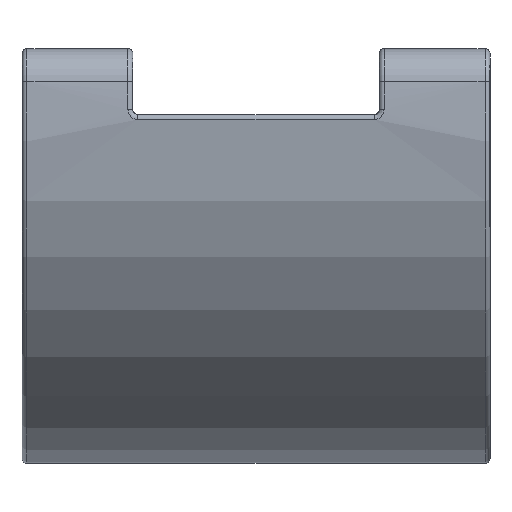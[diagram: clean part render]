
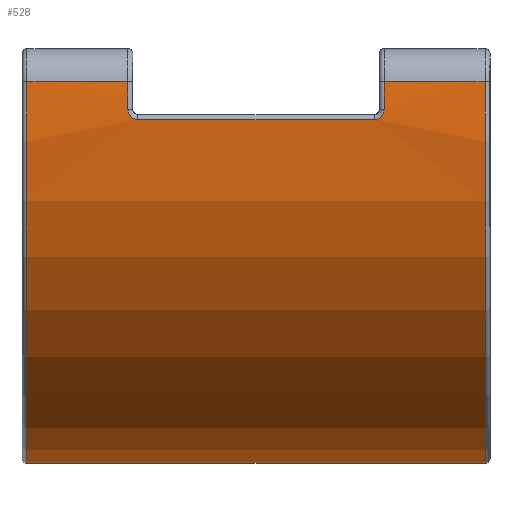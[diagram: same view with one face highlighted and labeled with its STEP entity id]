
A CAD part, left-side view. The second image highlights one B-rep face of the part: STEP entity #528.
In plain terms, the highlighted cylindrical face has radius 14 mm (diameter 28 mm), a partial arc.
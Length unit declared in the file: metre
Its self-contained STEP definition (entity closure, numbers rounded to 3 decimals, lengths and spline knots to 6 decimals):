
#63=CIRCLE('',#619,0.014);
#64=CIRCLE('',#620,0.014);
#65=CIRCLE('',#621,0.014);
#66=CIRCLE('',#622,0.014);
#99=LINE('',#980,#115);
#100=LINE('',#982,#116);
#101=LINE('',#990,#117);
#102=LINE('',#998,#118);
#115=VECTOR('',#774,1.);
#116=VECTOR('',#777,1.);
#117=VECTOR('',#780,1.);
#118=VECTOR('',#783,1.);
#191=ORIENTED_EDGE('',*,*,#341,.T.);
#192=ORIENTED_EDGE('',*,*,#342,.T.);
#193=ORIENTED_EDGE('',*,*,#343,.T.);
#194=ORIENTED_EDGE('',*,*,#344,.T.);
#195=ORIENTED_EDGE('',*,*,#345,.T.);
#196=ORIENTED_EDGE('',*,*,#346,.F.);
#197=ORIENTED_EDGE('',*,*,#347,.T.);
#198=ORIENTED_EDGE('',*,*,#348,.F.);
#199=ORIENTED_EDGE('',*,*,#349,.T.);
#200=ORIENTED_EDGE('',*,*,#350,.T.);
#341=EDGE_CURVE('',#395,#380,#63,.T.);
#342=EDGE_CURVE('',#380,#375,#99,.F.);
#343=EDGE_CURVE('',#375,#384,#64,.F.);
#344=EDGE_CURVE('',#384,#387,#100,.T.);
#345=EDGE_CURVE('',#387,#405,#65,.F.);
#346=EDGE_CURVE('',#406,#405,#417,.T.);
#347=EDGE_CURVE('',#406,#407,#101,.T.);
#348=EDGE_CURVE('',#408,#407,#418,.T.);
#349=EDGE_CURVE('',#408,#392,#66,.T.);
#350=EDGE_CURVE('',#392,#395,#102,.T.);
#375=VERTEX_POINT('',#886);
#380=VERTEX_POINT('',#897);
#384=VERTEX_POINT('',#906);
#387=VERTEX_POINT('',#913);
#392=VERTEX_POINT('',#924);
#395=VERTEX_POINT('',#931);
#405=VERTEX_POINT('',#984);
#406=VERTEX_POINT('',#989);
#407=VERTEX_POINT('',#991);
#408=VERTEX_POINT('',#996);
#417=B_SPLINE_CURVE_WITH_KNOTS('',3,(#985,#986,#987,#988),.UNSPECIFIED.,
 .F.,.F.,(4,4),(0.,0.000635),.UNSPECIFIED.);
#418=B_SPLINE_CURVE_WITH_KNOTS('',3,(#992,#993,#994,#995),.UNSPECIFIED.,
 .F.,.F.,(4,4),(0.,0.000635),.UNSPECIFIED.);
#436=EDGE_LOOP('',(#191,#192,#193,#194,#195,#196,#197,#198,#199,#200));
#478=FACE_BOUND('',#436,.T.);
#506=CYLINDRICAL_SURFACE('',#618,0.014);
#528=ADVANCED_FACE('',(#478),#506,.T.);
#618=AXIS2_PLACEMENT_3D('',#978,#770,#771);
#619=AXIS2_PLACEMENT_3D('',#979,#772,#773);
#620=AXIS2_PLACEMENT_3D('',#981,#775,#776);
#621=AXIS2_PLACEMENT_3D('',#983,#778,#779);
#622=AXIS2_PLACEMENT_3D('',#997,#781,#782);
#770=DIRECTION('',(0.,1.,0.));
#771=DIRECTION('',(0.,0.,1.));
#772=DIRECTION('',(0.,-1.,0.));
#773=DIRECTION('',(0.,0.,-1.));
#774=DIRECTION('',(0.,1.,0.));
#775=DIRECTION('',(0.,-1.,0.));
#776=DIRECTION('',(0.,0.,-1.));
#777=DIRECTION('',(0.,1.,0.));
#778=DIRECTION('',(0.,1.,0.));
#779=DIRECTION('',(0.,0.,1.));
#780=DIRECTION('',(0.,1.,0.));
#781=DIRECTION('',(0.,1.,0.));
#782=DIRECTION('',(0.,0.,1.));
#783=DIRECTION('',(0.,1.,0.));
#886=CARTESIAN_POINT('',(0.013899,-0.0093,-0.00168));
#897=CARTESIAN_POINT('',(0.013899,0.0093,-0.00168));
#906=CARTESIAN_POINT('',(-0.013917,-0.0093,0.001523));
#913=CARTESIAN_POINT('',(-0.013917,-0.0052,0.001523));
#924=CARTESIAN_POINT('',(-0.013917,0.0052,0.001523));
#931=CARTESIAN_POINT('',(-0.013917,0.0093,0.001523));
#978=CARTESIAN_POINT('',(0.,-0.0095,0.));
#979=CARTESIAN_POINT('',(0.,0.0093,0.));
#980=CARTESIAN_POINT('',(0.013899,-0.0095,-0.00168));
#981=CARTESIAN_POINT('',(0.,-0.0093,0.));
#982=CARTESIAN_POINT('',(-0.013917,-0.0095,0.001523));
#983=CARTESIAN_POINT('',(0.,-0.0052,0.));
#984=CARTESIAN_POINT('',(-0.013995,-0.0052,0.000387));
#985=CARTESIAN_POINT('',(-0.014,-0.0048,-0.000018));
#986=CARTESIAN_POINT('',(-0.014,-0.005013,-0.000018));
#987=CARTESIAN_POINT('',(-0.014001,-0.0052,0.000175));
#988=CARTESIAN_POINT('',(-0.013995,-0.0052,0.000387));
#989=CARTESIAN_POINT('',(-0.014,-0.0048,-0.000018));
#990=CARTESIAN_POINT('',(-0.014,-0.0095,-0.000018));
#991=CARTESIAN_POINT('',(-0.014,0.0048,-0.000018));
#992=CARTESIAN_POINT('',(-0.013995,0.0052,0.000387));
#993=CARTESIAN_POINT('',(-0.014001,0.0052,0.000175));
#994=CARTESIAN_POINT('',(-0.014,0.005013,-0.000018));
#995=CARTESIAN_POINT('',(-0.014,0.0048,-0.000018));
#996=CARTESIAN_POINT('',(-0.013995,0.0052,0.000387));
#997=CARTESIAN_POINT('',(0.,0.0052,0.));
#998=CARTESIAN_POINT('',(-0.013917,-0.0095,0.001523));
